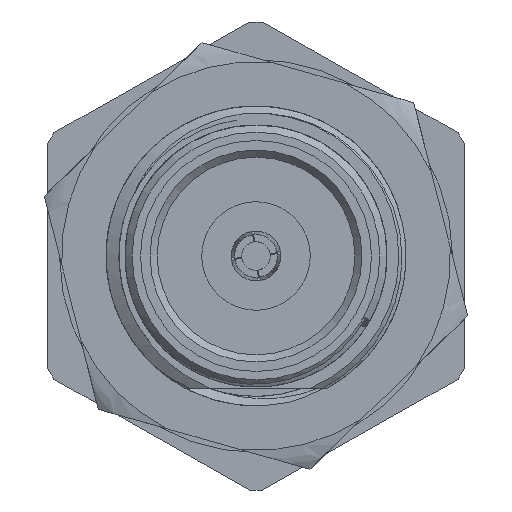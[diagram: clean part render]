
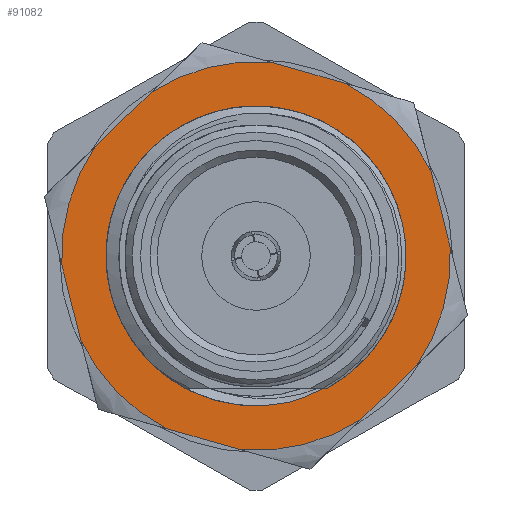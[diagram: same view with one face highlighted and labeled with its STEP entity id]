
A CAD part, front view. The second image highlights one B-rep face of the part: STEP entity #91082.
In plain terms, the highlighted planar face has unit normal (0, -1, 0).
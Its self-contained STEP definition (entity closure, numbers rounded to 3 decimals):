
#11206=B_SPLINE_CURVE_WITH_KNOTS('',3,(#195756,#195757,#195758,#195759),
 .UNSPECIFIED.,.F.,.F.,(4,4),(0.,0.003),
 .UNSPECIFIED.);
#11210=B_SPLINE_CURVE_WITH_KNOTS('',3,(#195832,#195833,#195834,#195835),
 .UNSPECIFIED.,.F.,.F.,(4,4),(0.009,0.011),
 .UNSPECIFIED.);
#11278=B_SPLINE_CURVE_WITH_KNOTS('',3,(#198863,#198864,#198865,#198866),
 .UNSPECIFIED.,.F.,.F.,(4,4),(0.007,0.01),
 .UNSPECIFIED.);
#11279=B_SPLINE_CURVE_WITH_KNOTS('',3,(#198870,#198871,#198872,#198873),
 .UNSPECIFIED.,.F.,.F.,(4,4),(0.,0.002),
 .UNSPECIFIED.);
#11917=LINE('',#198747,#12465);
#11921=LINE('',#198771,#12469);
#11923=LINE('',#198786,#12471);
#11927=LINE('',#198805,#12475);
#11930=LINE('',#198822,#12478);
#11932=LINE('',#198837,#12480);
#12465=VECTOR('',#97007,1000.);
#12469=VECTOR('',#97017,1000.);
#12471=VECTOR('',#97025,1000.);
#12475=VECTOR('',#97035,1000.);
#12478=VECTOR('',#97044,1000.);
#12480=VECTOR('',#97052,1000.);
#12723=PLANE('',#92900);
#31018=ORIENTED_EDGE('',*,*,#40272,.T.);
#31019=ORIENTED_EDGE('',*,*,#40238,.T.);
#31020=ORIENTED_EDGE('',*,*,#40241,.T.);
#31021=ORIENTED_EDGE('',*,*,#40235,.T.);
#31022=ORIENTED_EDGE('',*,*,#40249,.T.);
#31023=ORIENTED_EDGE('',*,*,#40232,.T.);
#31024=ORIENTED_EDGE('',*,*,#40254,.T.);
#31025=ORIENTED_EDGE('',*,*,#40229,.T.);
#31026=ORIENTED_EDGE('',*,*,#40261,.T.);
#31027=ORIENTED_EDGE('',*,*,#40226,.T.);
#31028=ORIENTED_EDGE('',*,*,#40267,.T.);
#31029=ORIENTED_EDGE('',*,*,#40223,.T.);
#31030=ORIENTED_EDGE('',*,*,#40038,.F.);
#31031=ORIENTED_EDGE('',*,*,#40103,.T.);
#31032=ORIENTED_EDGE('',*,*,#40280,.T.);
#31033=ORIENTED_EDGE('',*,*,#40281,.T.);
#31034=ORIENTED_EDGE('',*,*,#40282,.T.);
#31035=ORIENTED_EDGE('',*,*,#40283,.T.);
#31036=ORIENTED_EDGE('',*,*,#40107,.T.);
#40038=EDGE_CURVE('',#44879,#44880,#45519,.F.);
#40103=EDGE_CURVE('',#44879,#44924,#11206,.T.);
#40107=EDGE_CURVE('',#44926,#44880,#11210,.T.);
#40223=EDGE_CURVE('',#45008,#45006,#45552,.F.);
#40226=EDGE_CURVE('',#45011,#45009,#45553,.F.);
#40229=EDGE_CURVE('',#45014,#45012,#45554,.F.);
#40232=EDGE_CURVE('',#45017,#45015,#45555,.F.);
#40235=EDGE_CURVE('',#45020,#45018,#45556,.F.);
#40238=EDGE_CURVE('',#45023,#45021,#45557,.F.);
#40241=EDGE_CURVE('',#45021,#45020,#11917,.T.);
#40249=EDGE_CURVE('',#45018,#45017,#11921,.T.);
#40254=EDGE_CURVE('',#45015,#45014,#11923,.T.);
#40261=EDGE_CURVE('',#45012,#45011,#11927,.T.);
#40267=EDGE_CURVE('',#45009,#45008,#11930,.T.);
#40272=EDGE_CURVE('',#45006,#45023,#11932,.T.);
#40280=EDGE_CURVE('',#44924,#45044,#45566,.T.);
#40281=EDGE_CURVE('',#45044,#45045,#11278,.T.);
#40282=EDGE_CURVE('',#45045,#45046,#45567,.T.);
#40283=EDGE_CURVE('',#45046,#44926,#11279,.T.);
#44879=VERTEX_POINT('',#189181);
#44880=VERTEX_POINT('',#189183);
#44924=VERTEX_POINT('',#195760);
#44926=VERTEX_POINT('',#195836);
#45006=VERTEX_POINT('',#198671);
#45008=VERTEX_POINT('',#198674);
#45009=VERTEX_POINT('',#198684);
#45011=VERTEX_POINT('',#198687);
#45012=VERTEX_POINT('',#198697);
#45014=VERTEX_POINT('',#198700);
#45015=VERTEX_POINT('',#198710);
#45017=VERTEX_POINT('',#198713);
#45018=VERTEX_POINT('',#198723);
#45020=VERTEX_POINT('',#198726);
#45021=VERTEX_POINT('',#198736);
#45023=VERTEX_POINT('',#198739);
#45044=VERTEX_POINT('',#198860);
#45045=VERTEX_POINT('',#198867);
#45046=VERTEX_POINT('',#198869);
#45519=CIRCLE('',#92777,6.3);
#45552=CIRCLE('',#92866,8.166);
#45553=CIRCLE('',#92868,8.166);
#45554=CIRCLE('',#92870,8.166);
#45555=CIRCLE('',#92872,8.166);
#45556=CIRCLE('',#92874,8.166);
#45557=CIRCLE('',#92876,8.166);
#45566=CIRCLE('',#92899,6.2);
#45567=CIRCLE('',#92901,6.298);
#50090=EDGE_LOOP('',(#31018,#31019,#31020,#31021,#31022,#31023,#31024,#31025,
#31026,#31027,#31028,#31029));
#50091=EDGE_LOOP('',(#31030,#31031,#31032,#31033,#31034,#31035,#31036));
#54622=FACE_BOUND('',#50090,.T.);
#54623=FACE_BOUND('',#50091,.T.);
#91082=ADVANCED_FACE('',(#54622,#54623),#12723,.F.);
#92777=AXIS2_PLACEMENT_3D('',#189182,#96756,#96757);
#92866=AXIS2_PLACEMENT_3D('',#198673,#96982,#96983);
#92868=AXIS2_PLACEMENT_3D('',#198686,#96986,#96987);
#92870=AXIS2_PLACEMENT_3D('',#198699,#96990,#96991);
#92872=AXIS2_PLACEMENT_3D('',#198712,#96994,#96995);
#92874=AXIS2_PLACEMENT_3D('',#198725,#96998,#96999);
#92876=AXIS2_PLACEMENT_3D('',#198738,#97002,#97003);
#92899=AXIS2_PLACEMENT_3D('',#198861,#97066,#97067);
#92900=AXIS2_PLACEMENT_3D('',#198862,#97068,#97069);
#92901=AXIS2_PLACEMENT_3D('',#198868,#97070,#97071);
#96756=DIRECTION('',(0.,1.,0.));
#96757=DIRECTION('',(0.,0.,1.));
#96982=DIRECTION('',(0.,1.,0.));
#96983=DIRECTION('',(-0.969,0.,-0.245));
#96986=DIRECTION('',(0.,1.,0.));
#96987=DIRECTION('',(-0.969,0.,-0.245));
#96990=DIRECTION('',(0.,1.,0.));
#96991=DIRECTION('',(-0.969,0.,-0.245));
#96994=DIRECTION('',(0.,1.,0.));
#96995=DIRECTION('',(-0.969,0.,-0.245));
#96998=DIRECTION('',(0.,1.,0.));
#96999=DIRECTION('',(-0.969,0.,-0.245));
#97002=DIRECTION('',(0.,1.,0.));
#97003=DIRECTION('',(-0.969,0.,-0.245));
#97007=DIRECTION('',(0.962,0.,-0.272));
#97017=DIRECTION('',(0.717,0.,0.697));
#97025=DIRECTION('',(-0.245,0.,0.969));
#97035=DIRECTION('',(-0.962,0.,0.272));
#97044=DIRECTION('',(-0.717,0.,-0.697));
#97052=DIRECTION('',(0.245,0.,-0.969));
#97066=DIRECTION('',(0.,1.,0.));
#97067=DIRECTION('',(-0.969,0.,-0.245));
#97068=DIRECTION('',(0.,1.,0.));
#97069=DIRECTION('',(-0.969,0.,-0.245));
#97070=DIRECTION('',(0.,1.,0.));
#97071=DIRECTION('',(-0.969,0.,-0.245));
#189181=CARTESIAN_POINT('',(-4.519,14.7,4.389));
#189182=CARTESIAN_POINT('',(0.,14.7,0.));
#189183=CARTESIAN_POINT('',(-5.572,14.7,2.941));
#195756=CARTESIAN_POINT('',(-4.519,14.7,4.389));
#195757=CARTESIAN_POINT('',(-3.832,14.7,5.049));
#195758=CARTESIAN_POINT('',(-3.003,14.7,5.543));
#195759=CARTESIAN_POINT('',(-2.106,14.7,5.831));
#195760=CARTESIAN_POINT('',(-2.106,14.7,5.831));
#195832=CARTESIAN_POINT('',(-6.185,14.7,0.597));
#195833=CARTESIAN_POINT('',(-6.136,14.7,1.403));
#195834=CARTESIAN_POINT('',(-5.928,14.7,2.204));
#195835=CARTESIAN_POINT('',(-5.572,14.7,2.941));
#195836=CARTESIAN_POINT('',(-6.185,14.7,0.597));
#198671=CARTESIAN_POINT('',(-8.157,14.7,-0.376));
#198673=CARTESIAN_POINT('',(0.,14.7,0.));
#198674=CARTESIAN_POINT('',(-6.751,14.7,4.594));
#198684=CARTESIAN_POINT('',(-4.404,14.7,6.876));
#198686=CARTESIAN_POINT('',(0.,14.7,0.));
#198687=CARTESIAN_POINT('',(0.603,14.7,8.143));
#198697=CARTESIAN_POINT('',(3.753,14.7,7.252));
#198699=CARTESIAN_POINT('',(0.,14.7,0.));
#198700=CARTESIAN_POINT('',(7.354,14.7,3.549));
#198710=CARTESIAN_POINT('',(8.157,14.7,0.376));
#198712=CARTESIAN_POINT('',(0.,14.7,0.));
#198713=CARTESIAN_POINT('',(6.751,14.7,-4.594));
#198723=CARTESIAN_POINT('',(4.404,14.7,-6.876));
#198725=CARTESIAN_POINT('',(0.,14.7,0.));
#198726=CARTESIAN_POINT('',(-0.603,14.7,-8.143));
#198736=CARTESIAN_POINT('',(-3.753,14.7,-7.252));
#198738=CARTESIAN_POINT('',(0.,14.7,0.));
#198739=CARTESIAN_POINT('',(-7.354,14.7,-3.549));
#198747=CARTESIAN_POINT('',(-6.622,14.7,-6.44));
#198771=CARTESIAN_POINT('',(2.266,14.7,-8.955));
#198786=CARTESIAN_POINT('',(8.889,14.7,-2.515));
#198805=CARTESIAN_POINT('',(6.622,14.7,6.44));
#198822=CARTESIAN_POINT('',(-2.266,14.7,8.955));
#198837=CARTESIAN_POINT('',(-8.889,14.7,2.515));
#198860=CARTESIAN_POINT('',(3.503,14.7,-5.116));
#198861=CARTESIAN_POINT('',(0.,14.7,0.));
#198862=CARTESIAN_POINT('',(0.,14.7,0.));
#198863=CARTESIAN_POINT('',(3.503,14.7,-5.116));
#198864=CARTESIAN_POINT('',(2.866,14.7,-5.589));
#198865=CARTESIAN_POINT('',(2.135,14.7,-5.944));
#198866=CARTESIAN_POINT('',(1.359,14.7,-6.149));
#198867=CARTESIAN_POINT('',(1.359,14.7,-6.149));
#198868=CARTESIAN_POINT('',(0.,14.7,0.));
#198869=CARTESIAN_POINT('',(-6.105,14.7,-1.545));
#198870=CARTESIAN_POINT('',(-6.105,14.7,-1.545));
#198871=CARTESIAN_POINT('',(-6.257,14.7,-0.838));
#198872=CARTESIAN_POINT('',(-6.283,14.7,-0.109));
#198873=CARTESIAN_POINT('',(-6.185,14.7,0.597));
